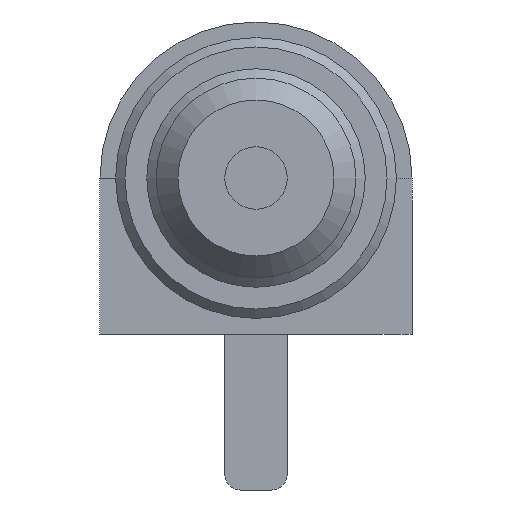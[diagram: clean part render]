
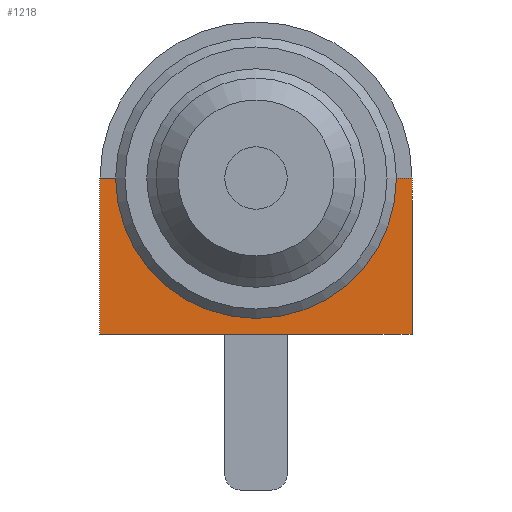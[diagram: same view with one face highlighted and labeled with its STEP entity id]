
A CAD part, left-side view. The second image highlights one B-rep face of the part: STEP entity #1218.
In plain terms, the highlighted planar face has unit normal (-1, 0, 0).
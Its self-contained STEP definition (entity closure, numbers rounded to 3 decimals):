
#94=PLANE('',#1381);
#170=FACE_OUTER_BOUND('',#256,.T.);
#256=EDGE_LOOP('',(#1067,#1068,#1069,#1070));
#344=LINE('',#2072,#443);
#349=LINE('',#2089,#448);
#356=LINE('',#2105,#455);
#357=LINE('',#2107,#456);
#443=VECTOR('',#1708,1000.);
#448=VECTOR('',#1721,1000.);
#455=VECTOR('',#1738,1000.);
#456=VECTOR('',#1741,1000.);
#615=VERTEX_POINT('',#2069);
#616=VERTEX_POINT('',#2071);
#623=VERTEX_POINT('',#2086);
#624=VERTEX_POINT('',#2088);
#762=EDGE_CURVE('',#616,#615,#344,.T.);
#770=EDGE_CURVE('',#623,#624,#349,.T.);
#779=EDGE_CURVE('',#616,#623,#356,.T.);
#780=EDGE_CURVE('',#615,#624,#357,.T.);
#1067=ORIENTED_EDGE('',*,*,#779,.F.);
#1068=ORIENTED_EDGE('',*,*,#762,.T.);
#1069=ORIENTED_EDGE('',*,*,#780,.T.);
#1070=ORIENTED_EDGE('',*,*,#770,.F.);
#1218=ADVANCED_FACE('',(#170),#94,.T.);
#1381=AXIS2_PLACEMENT_3D('',#2106,#1739,#1740);
#1708=DIRECTION('',(0.,-1.,0.));
#1721=DIRECTION('',(0.,-1.,0.));
#1738=DIRECTION('',(0.,0.,1.));
#1739=DIRECTION('center_axis',(-1.,0.,0.));
#1740=DIRECTION('ref_axis',(0.,-1.,0.));
#1741=DIRECTION('',(0.,0.,1.));
#2069=CARTESIAN_POINT('',(-0.65,-2.5,0.));
#2071=CARTESIAN_POINT('',(-0.65,2.5,0.));
#2072=CARTESIAN_POINT('',(-0.65,2.5,0.));
#2086=CARTESIAN_POINT('',(-0.65,2.5,2.5));
#2088=CARTESIAN_POINT('',(-0.65,-2.5,2.5));
#2089=CARTESIAN_POINT('',(-0.65,2.5,2.5));
#2105=CARTESIAN_POINT('',(-0.65,2.5,-9.349));
#2106=CARTESIAN_POINT('Origin',(-0.65,2.5,-9.349));
#2107=CARTESIAN_POINT('',(-0.65,-2.5,-9.349));
